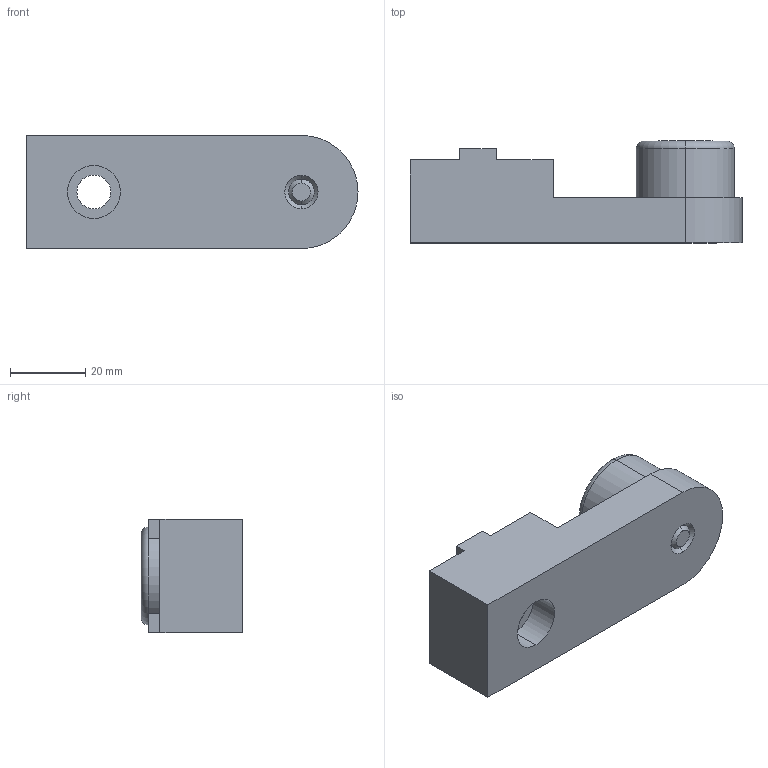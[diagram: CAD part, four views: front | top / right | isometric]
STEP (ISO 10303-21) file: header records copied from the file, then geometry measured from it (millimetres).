
FILE_DESCRIPTION (( 'STEP AP214' ), '1' );
FILE_NAME ('栺闀闉 30.STEP', '2025-09-18T06:34:10', ( '' ), ( '' ), 'SwSTEP 2.0', 'SolidWorks 2021', '' );
FILE_SCHEMA (( 'AUTOMOTIVE_DESIGN' ));
Length unit declared in the file: millimetre
Products named in the file (1): 栺闀闉 30
Bounding box: 88 x 27 x 30 mm (x, y, z)
Volume: 47967.8 mm3; surface area: 11093.5 mm2
Topology: 1 solids, 1 shells, 31 faces, 74 edges, 48 vertices
Faces by surface type: plane 18, cylinder 7, cone 4, torus 2
Entity records: 938 total; most frequent: DIRECTION 162, CARTESIAN_POINT 154, ORIENTED_EDGE 148, EDGE_CURVE 74, AXIS2_PLACEMENT_3D 56, LINE 50, VECTOR 50, VERTEX_POINT 48
